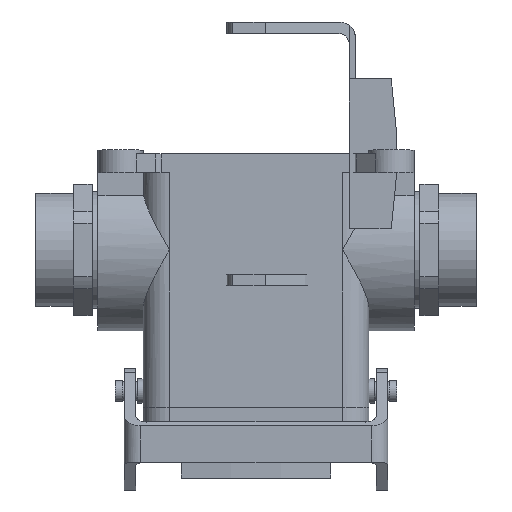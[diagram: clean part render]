
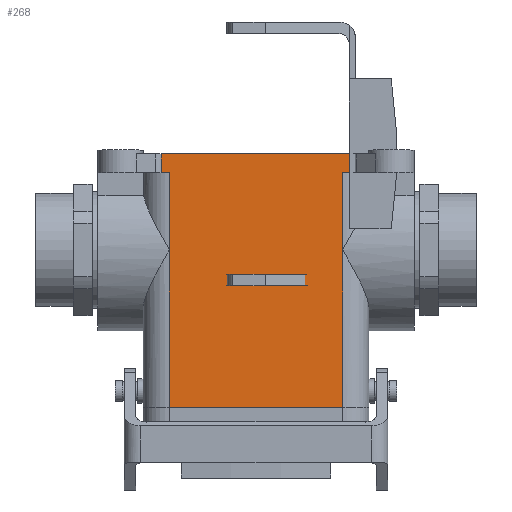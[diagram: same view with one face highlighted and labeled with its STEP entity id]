
A CAD part, top view. The second image highlights one B-rep face of the part: STEP entity #268.
In plain terms, the highlighted planar face has unit normal (0, 0, 1).
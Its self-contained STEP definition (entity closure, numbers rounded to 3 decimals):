
#268 = ADVANCED_FACE( '', ( #708 ), #709, .F. );
#708 = FACE_OUTER_BOUND( '', #1382, .T. );
#709 = PLANE( '', #1383 );
#1382 = EDGE_LOOP( '', ( #2115, #2116, #2117, #2118, #2119, #2120, #2121, #2122, #2123, #2124 ) );
#1383 = AXIS2_PLACEMENT_3D( '', #2125, #2126, #2127 );
#2115 = ORIENTED_EDGE( '', *, *, #3839, .T. );
#2116 = ORIENTED_EDGE( '', *, *, #3840, .T. );
#2117 = ORIENTED_EDGE( '', *, *, #3841, .F. );
#2118 = ORIENTED_EDGE( '', *, *, #3778, .F. );
#2119 = ORIENTED_EDGE( '', *, *, #3842, .F. );
#2120 = ORIENTED_EDGE( '', *, *, #3843, .F. );
#2121 = ORIENTED_EDGE( '', *, *, #3844, .T. );
#2122 = ORIENTED_EDGE( '', *, *, #3845, .T. );
#2123 = ORIENTED_EDGE( '', *, *, #3822, .F. );
#2124 = ORIENTED_EDGE( '', *, *, #3846, .F. );
#2125 = CARTESIAN_POINT( '', ( 25.186, -5., 21.5 ) );
#2126 = DIRECTION( '', ( 0., 0., -1. ) );
#2127 = DIRECTION( '', ( -1., 0., 0. ) );
#3778 = EDGE_CURVE( '', #4462, #4468, #4469, .T. );
#3822 = EDGE_CURVE( '', #4547, #4542, #4549, .T. );
#3839 = EDGE_CURVE( '', #4577, #4578, #4579, .T. );
#3840 = EDGE_CURVE( '', #4578, #4580, #4581, .T. );
#3841 = EDGE_CURVE( '', #4468, #4580, #4582, .T. );
#3842 = EDGE_CURVE( '', #4583, #4462, #4584, .T. );
#3843 = EDGE_CURVE( '', #4585, #4583, #4586, .T. );
#3844 = EDGE_CURVE( '', #4585, #4587, #4588, .T. );
#3845 = EDGE_CURVE( '', #4587, #4542, #4589, .T. );
#3846 = EDGE_CURVE( '', #4577, #4547, #4590, .T. );
#4462 = VERTEX_POINT( '', #5522 );
#4468 = VERTEX_POINT( '', #5574 );
#4469 = LINE( '', #5575, #5576 );
#4542 = VERTEX_POINT( '', #5673 );
#4547 = VERTEX_POINT( '', #5679 );
#4549 = LINE( '', #5681, #5682 );
#4577 = VERTEX_POINT( '', #5725 );
#4578 = VERTEX_POINT( '', #5726 );
#4579 = LINE( '', #5727, #5728 );
#4580 = VERTEX_POINT( '', #5729 );
#4581 = LINE( '', #5730, #5731 );
#4582 = LINE( '', #5732, #5733 );
#4583 = VERTEX_POINT( '', #5734 );
#4584 = LINE( '', #5735, #5736 );
#4585 = VERTEX_POINT( '', #5737 );
#4586 = LINE( '', #5738, #5739 );
#4587 = VERTEX_POINT( '', #5740 );
#4588 = LINE( '', #5741, #5742 );
#4589 = LINE( '', #5743, #5744 );
#4590 = LINE( '', #5745, #5746 );
#5522 = CARTESIAN_POINT( '', ( 23., -25.5, 21.5 ) );
#5574 = CARTESIAN_POINT( '', ( 23., -67.4, 21.5 ) );
#5575 = CARTESIAN_POINT( '', ( 23., 55.476, 21.5 ) );
#5576 = VECTOR( '', #7104, 1000. );
#5673 = CARTESIAN_POINT( '', ( -25.186, 0., 21.5 ) );
#5679 = CARTESIAN_POINT( '', ( -25.186, -5., 21.5 ) );
#5681 = CARTESIAN_POINT( '', ( -25.186, -5., 21.5 ) );
#5682 = VECTOR( '', #7178, 1000. );
#5725 = CARTESIAN_POINT( '', ( -23., -5., 21.5 ) );
#5726 = CARTESIAN_POINT( '', ( -23., -25.5, 21.5 ) );
#5727 = CARTESIAN_POINT( '', ( -23., 55.476, 21.5 ) );
#5728 = VECTOR( '', #7197, 1000. );
#5729 = CARTESIAN_POINT( '', ( -23., -67.4, 21.5 ) );
#5730 = CARTESIAN_POINT( '', ( -23., 55.476, 21.5 ) );
#5731 = VECTOR( '', #7198, 1000. );
#5732 = CARTESIAN_POINT( '', ( -23., -67.4, 21.5 ) );
#5733 = VECTOR( '', #7199, 1000. );
#5734 = CARTESIAN_POINT( '', ( 23., -5., 21.5 ) );
#5735 = CARTESIAN_POINT( '', ( 23., 55.476, 21.5 ) );
#5736 = VECTOR( '', #7200, 1000. );
#5737 = CARTESIAN_POINT( '', ( 25.186, -5., 21.5 ) );
#5738 = CARTESIAN_POINT( '', ( 25.186, -5., 21.5 ) );
#5739 = VECTOR( '', #7201, 1000. );
#5740 = CARTESIAN_POINT( '', ( 25.186, 0., 21.5 ) );
#5741 = CARTESIAN_POINT( '', ( 25.186, -5., 21.5 ) );
#5742 = VECTOR( '', #7202, 1000. );
#5743 = CARTESIAN_POINT( '', ( 25.186, 0., 21.5 ) );
#5744 = VECTOR( '', #7203, 1000. );
#5745 = CARTESIAN_POINT( '', ( 25.186, -5., 21.5 ) );
#5746 = VECTOR( '', #7204, 1000. );
#7104 = DIRECTION( '', ( 0., -1., 0. ) );
#7178 = DIRECTION( '', ( 0., 1., 0. ) );
#7197 = DIRECTION( '', ( 0., -1., 0. ) );
#7198 = DIRECTION( '', ( 0., -1., 0. ) );
#7199 = DIRECTION( '', ( -1., 0., 0. ) );
#7200 = DIRECTION( '', ( 0., -1., 0. ) );
#7201 = DIRECTION( '', ( -1., 0., 0. ) );
#7202 = DIRECTION( '', ( 0., 1., 0. ) );
#7203 = DIRECTION( '', ( -1., 0., 0. ) );
#7204 = DIRECTION( '', ( -1., 0., 0. ) );
